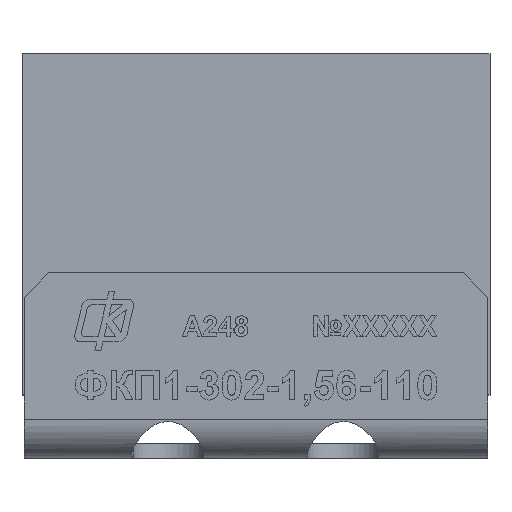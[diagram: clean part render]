
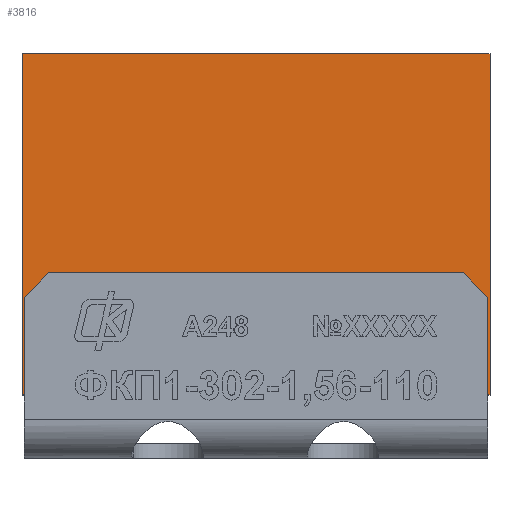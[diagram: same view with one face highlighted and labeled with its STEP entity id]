
A CAD part, top view. The second image highlights one B-rep face of the part: STEP entity #3816.
In plain terms, the highlighted planar face has unit normal (0, 0, 1).
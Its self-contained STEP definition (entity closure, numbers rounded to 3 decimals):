
#3816=ADVANCED_FACE('',(#10655),#10657,.F.);
#10655=FACE_BOUND('',#10656,.T.);
#10656=EDGE_LOOP('',(#13051,#13052,#13053,#13054));
#10657=PLANE('',#10658);
#10658=AXIS2_PLACEMENT_3D('',#10659,#10660,#10661);
#10659=CARTESIAN_POINT('',(0.,0.,1.9));
#10660=DIRECTION('',(0.,0.,-1.));
#10661=DIRECTION('',(-1.,0.,0.));
#13051=ORIENTED_EDGE('',*,*,#14297,.F.);
#13052=ORIENTED_EDGE('',*,*,#14279,.T.);
#13053=ORIENTED_EDGE('',*,*,#14298,.T.);
#13054=ORIENTED_EDGE('',*,*,#14299,.T.);
#14279=EDGE_CURVE('',#16192,#16190,#16193,.T.);
#14297=EDGE_CURVE('',#16192,#16224,#16225,.T.);
#14298=EDGE_CURVE('',#16190,#16226,#16227,.T.);
#14299=EDGE_CURVE('',#16226,#16224,#16228,.T.);
#16190=VERTEX_POINT('',#28582);
#16192=VERTEX_POINT('',#28586);
#16193=LINE('',#28587,#28588);
#16224=VERTEX_POINT('',#28654);
#16225=LINE('',#28655,#28656);
#16226=VERTEX_POINT('',#28658);
#16227=LINE('',#28659,#28660);
#16228=LINE('',#28662,#28663);
#28582=CARTESIAN_POINT('',(4.8,-3.5,1.9));
#28586=CARTESIAN_POINT('',(-4.8,-3.5,1.9));
#28587=CARTESIAN_POINT('',(-4.8,-3.5,1.9));
#28588=VECTOR('',#28589,1.);
#28589=DIRECTION('',(1.,0.,0.));
#28654=CARTESIAN_POINT('',(-4.8,3.5,1.9));
#28655=CARTESIAN_POINT('',(-4.8,-3.5,1.9));
#28656=VECTOR('',#28657,1.);
#28657=DIRECTION('',(0.,1.,0.));
#28658=CARTESIAN_POINT('',(4.8,3.5,1.9));
#28659=CARTESIAN_POINT('',(4.8,-3.5,1.9));
#28660=VECTOR('',#28661,1.);
#28661=DIRECTION('',(0.,1.,0.));
#28662=CARTESIAN_POINT('',(4.8,3.5,1.9));
#28663=VECTOR('',#28664,1.);
#28664=DIRECTION('',(-1.,0.,0.));
